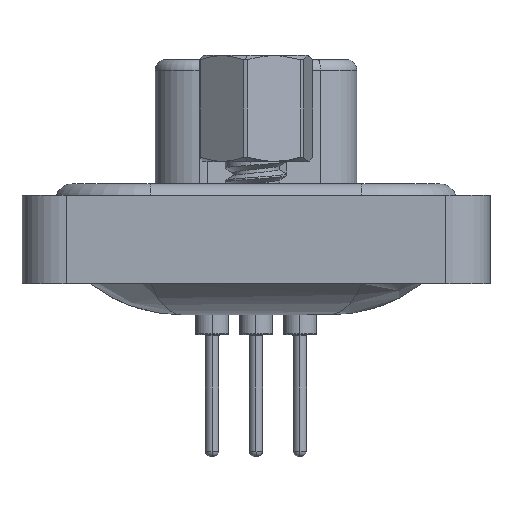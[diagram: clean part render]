
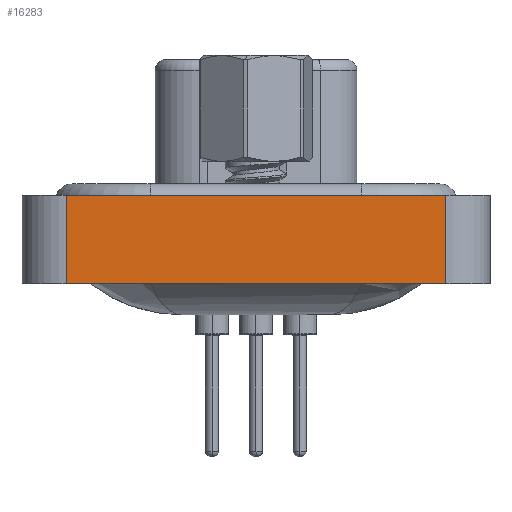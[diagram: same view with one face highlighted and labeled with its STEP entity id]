
A CAD part, left-side view. The second image highlights one B-rep face of the part: STEP entity #16283.
In plain terms, the highlighted planar face has unit normal (-1, 0, 0).
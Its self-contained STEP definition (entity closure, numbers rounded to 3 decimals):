
#599 = VERTEX_POINT ( 'NONE', #24340 ) ;
#2826 = VECTOR ( 'NONE', #8361, 1000. ) ;
#3065 = DIRECTION ( 'NONE',  ( 0., 0., 1. ) ) ;
#5155 = ORIENTED_EDGE ( 'NONE', *, *, #9532, .F. ) ;
#5715 = EDGE_CURVE ( 'NONE', #13641, #14026, #18556, .T. ) ;
#6309 = EDGE_CURVE ( 'NONE', #14026, #8400, #7957, .T. ) ;
#6526 = LINE ( 'NONE', #6657, #2826 ) ;
#6657 = CARTESIAN_POINT ( 'NONE',  ( -7.285, -8.55, 0.4 ) ) ;
#7380 = VECTOR ( 'NONE', #17289, 1000. ) ;
#7815 = CARTESIAN_POINT ( 'NONE',  ( -7.285, -8.55, -3.6 ) ) ;
#7902 = CARTESIAN_POINT ( 'NONE',  ( -7.285, -8.55, -3.6 ) ) ;
#7957 = LINE ( 'NONE', #12438, #24352 ) ;
#8361 = DIRECTION ( 'NONE',  ( 0., -1., 0. ) ) ;
#8400 = VERTEX_POINT ( 'NONE', #19597 ) ;
#9532 = EDGE_CURVE ( 'NONE', #599, #8400, #6526, .T. ) ;
#10591 = CARTESIAN_POINT ( 'NONE',  ( -7.285, -8.55, -3.6 ) ) ;
#11611 = FACE_OUTER_BOUND ( 'NONE', #16399, .T. ) ;
#12433 = CARTESIAN_POINT ( 'NONE',  ( -7.285, 8.55, -3.6 ) ) ;
#12438 = CARTESIAN_POINT ( 'NONE',  ( -7.285, -8.55, -3.6 ) ) ;
#13641 = VERTEX_POINT ( 'NONE', #12433 ) ;
#14026 = VERTEX_POINT ( 'NONE', #10591 ) ;
#14634 = CARTESIAN_POINT ( 'NONE',  ( -7.285, 8.55, -3.6 ) ) ;
#14905 = LINE ( 'NONE', #14634, #7380 ) ;
#16102 = DIRECTION ( 'NONE',  ( -1., 0., 0. ) ) ;
#16283 = ADVANCED_FACE ( 'NONE', ( #11611 ), #18459, .T. ) ;
#16399 = EDGE_LOOP ( 'NONE', ( #18744, #5155, #27666, #27350 ) ) ;
#17289 = DIRECTION ( 'NONE',  ( 0., 0., 1. ) ) ;
#18459 = PLANE ( 'NONE',  #26115 ) ;
#18556 = LINE ( 'NONE', #7902, #21746 ) ;
#18744 = ORIENTED_EDGE ( 'NONE', *, *, #6309, .T. ) ;
#19597 = CARTESIAN_POINT ( 'NONE',  ( -7.285, -8.55, 0.4 ) ) ;
#20806 = EDGE_CURVE ( 'NONE', #13641, #599, #14905, .T. ) ;
#21746 = VECTOR ( 'NONE', #25034, 1000. ) ;
#24340 = CARTESIAN_POINT ( 'NONE',  ( -7.285, 8.55, 0.4 ) ) ;
#24352 = VECTOR ( 'NONE', #26920, 1000. ) ;
#25034 = DIRECTION ( 'NONE',  ( 0., -1., 0. ) ) ;
#26115 = AXIS2_PLACEMENT_3D ( 'NONE', #7815, #16102, #3065 ) ;
#26920 = DIRECTION ( 'NONE',  ( 0., 0., 1. ) ) ;
#27350 = ORIENTED_EDGE ( 'NONE', *, *, #5715, .T. ) ;
#27666 = ORIENTED_EDGE ( 'NONE', *, *, #20806, .F. ) ;
